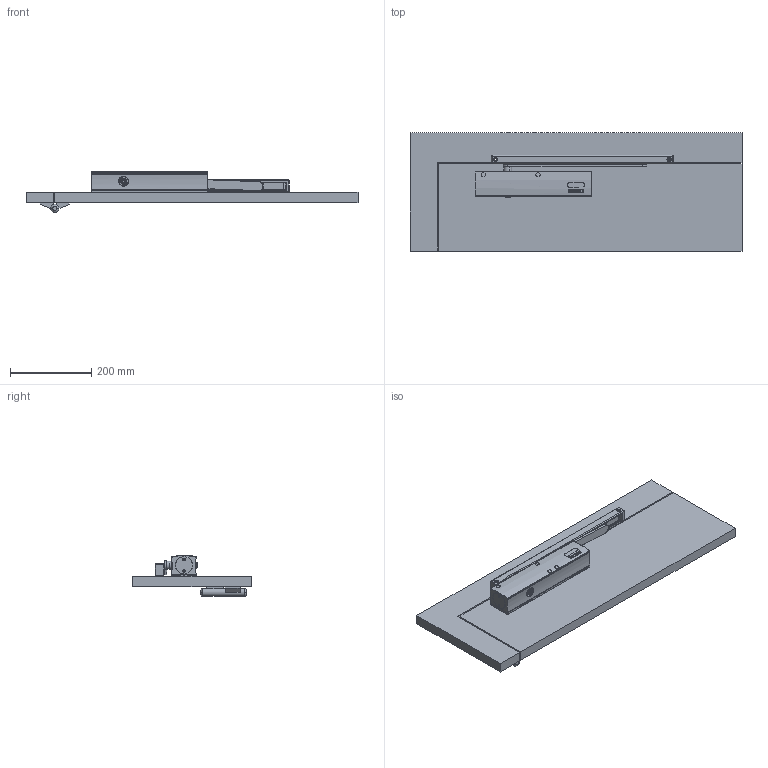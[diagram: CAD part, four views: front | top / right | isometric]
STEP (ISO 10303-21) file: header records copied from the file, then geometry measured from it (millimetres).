
FILE_DESCRIPTION(('CoCreate Modeling STEP Export'),'2;1');
FILE_NAME('20520-K-002_M_Montageplatte.stp','2011-04-26T13:49:19',(''),(''),'CoCreate Modeling STEP processor for AP214 (Solid Model)','CoCreate Modeling 17.0B 09-Oct-2010 (C) Parametric Technology GmbH','');
FILE_SCHEMA(('AUTOMOTIVE_DESIGN { 1 0 10303 214 1 1 1 1 }'));
Length unit declared in the file: millimetre
Products named in the file (13): 20520-2-2170.1; 20510-2-2036_EZ1.1; 20521-6-0930_02; 20520-2-0203; 20521-2-0200; TS5000; Fluegel; 91420A328.1.1; Rahmen; K_Einbau_TS5000; MONTAGEPLATTE_TS4000_TS5000; Hinge; TS5000-20520-K-002
Assembly tree (15 placements, depth 3):
  TS5000-20520-K-002
    Hinge
    MONTAGEPLATTE_TS4000_TS5000
    K_Einbau_TS5000
      91420A328.1.1  x4
      Rahmen
      Fluegel
    TS5000
      20521-2-0200
      20520-2-0203
      20521-6-0930_02
      20510-2-2036_EZ1.1
      20520-2-2170.1
Bounding box: 819.5 x 291.4 x 100.93 mm (x, y, z)
Volume: 6984489.8 mm3; surface area: 815695.6 mm2
Topology: 13 solids, 15 shells, 3579 faces, 9678 edges, 6244 vertices
Faces by surface type: plane 2078, cylinder 745, cone 457, extrusion 178, torus 79, bspline 42
Entity records: 109056 total; most frequent: CARTESIAN_POINT 34699, ORIENTED_EDGE 16366, DIRECTION 13499, EDGE_CURVE 8183, VECTOR 6411, LINE 6233, VERTEX_POINT 5341, AXIS2_PLACEMENT_3D 3544
